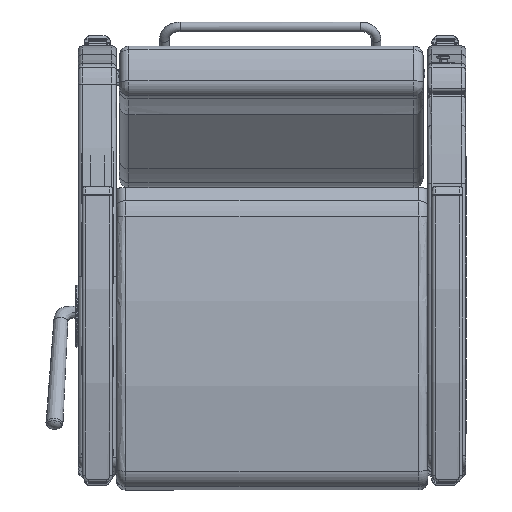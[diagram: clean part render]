
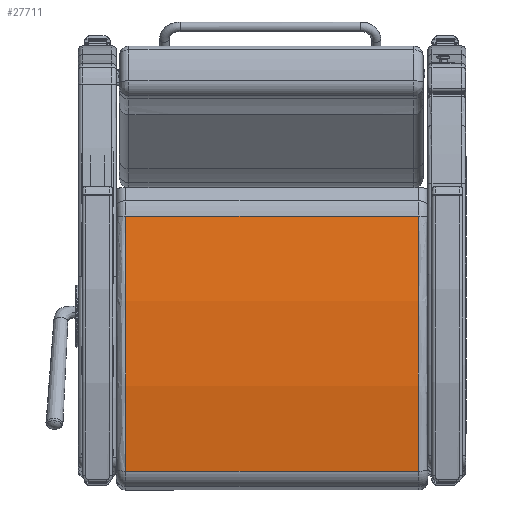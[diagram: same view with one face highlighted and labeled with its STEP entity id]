
A CAD part, front view. The second image highlights one B-rep face of the part: STEP entity #27711.
In plain terms, the highlighted free-form (B-spline) face has degree [1, 2] with [2, 3] control points.
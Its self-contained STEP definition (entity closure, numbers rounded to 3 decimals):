
#1266=(
BOUNDED_SURFACE()
B_SPLINE_SURFACE(1,2,((#42066,#42067,#42068),(#42069,#42070,#42071)),
 .UNSPECIFIED.,.F.,.F.,.F.)
B_SPLINE_SURFACE_WITH_KNOTS((2,2),(3,3),(-0.193,0.193),
(1.362,1.699),.UNSPECIFIED.)
GEOMETRIC_REPRESENTATION_ITEM()
RATIONAL_B_SPLINE_SURFACE(((1.,0.986,1.),(1.,0.986,
1.)))
REPRESENTATION_ITEM('')
SURFACE()
);
#1811=ELLIPSE('',#29808,60.054,60.);
#1821=ELLIPSE('',#29836,60.054,60.);
#3043=FACE_OUTER_BOUND('',#4632,.T.);
#4632=EDGE_LOOP('',(#19391,#19392,#19393,#19394));
#6536=LINE('',#42064,#8625);
#6537=LINE('',#42073,#8626);
#8625=VECTOR('',#33245,0.394);
#8626=VECTOR('',#33248,0.394);
#12218=VERTEX_POINT('',#41856);
#12219=VERTEX_POINT('',#41857);
#12244=VERTEX_POINT('',#42063);
#12245=VERTEX_POINT('',#42072);
#15128=EDGE_CURVE('',#12218,#12219,#1811,.T.);
#15166=EDGE_CURVE('',#12219,#12244,#6536,.T.);
#15168=EDGE_CURVE('',#12218,#12245,#6537,.T.);
#15169=EDGE_CURVE('',#12244,#12245,#1821,.T.);
#19391=ORIENTED_EDGE('',*,*,#15128,.F.);
#19392=ORIENTED_EDGE('',*,*,#15168,.T.);
#19393=ORIENTED_EDGE('',*,*,#15169,.F.);
#19394=ORIENTED_EDGE('',*,*,#15166,.F.);
#27711=ADVANCED_FACE('',(#3043),#1266,.F.);
#29808=AXIS2_PLACEMENT_3D('',#41858,#33177,#33178);
#29836=AXIS2_PLACEMENT_3D('',#42074,#33249,#33250);
#33177=DIRECTION('center_axis',(0.,0.,-1.));
#33178=DIRECTION('ref_axis',(1.,0.,0.));
#33245=DIRECTION('',(0.,0.,1.));
#33248=DIRECTION('',(0.,0.,1.));
#33249=DIRECTION('center_axis',(0.,0.,1.));
#33250=DIRECTION('ref_axis',(1.,0.,0.));
#41856=CARTESIAN_POINT('',(-10.045,1.256,-11.563));
#41857=CARTESIAN_POINT('',(10.111,0.445,-11.563));
#41858=CARTESIAN_POINT('Origin',(-2.35,-58.249,-11.563));
#42063=CARTESIAN_POINT('',(10.111,0.445,11.563));
#42064=CARTESIAN_POINT('',(10.111,0.445,0.));
#42066=CARTESIAN_POINT('Ctrl Pts',(10.111,0.445,-11.563));
#42067=CARTESIAN_POINT('Ctrl Pts',(0.103,2.566,-11.563));
#42068=CARTESIAN_POINT('Ctrl Pts',(-10.045,1.256,-11.563));
#42069=CARTESIAN_POINT('Ctrl Pts',(10.111,0.445,11.563));
#42070=CARTESIAN_POINT('Ctrl Pts',(0.103,2.566,11.563));
#42071=CARTESIAN_POINT('Ctrl Pts',(-10.045,1.256,11.563));
#42072=CARTESIAN_POINT('',(-10.045,1.256,11.563));
#42073=CARTESIAN_POINT('',(-10.045,1.256,0.));
#42074=CARTESIAN_POINT('Origin',(-2.35,-58.249,11.563));
